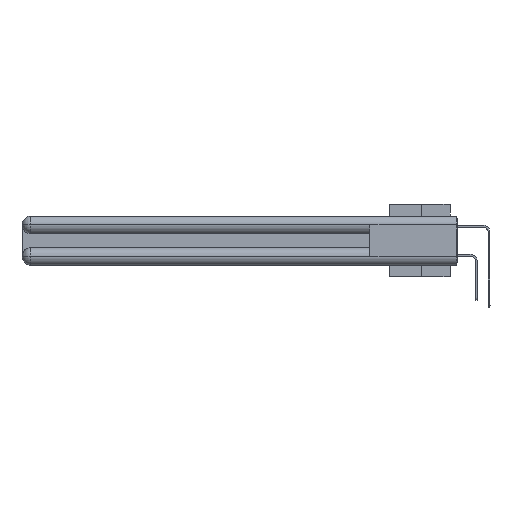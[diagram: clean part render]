
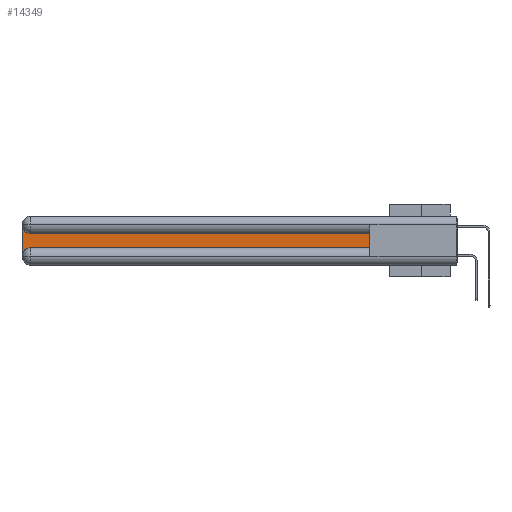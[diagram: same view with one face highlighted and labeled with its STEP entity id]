
A CAD part, left-side view. The second image highlights one B-rep face of the part: STEP entity #14349.
In plain terms, the highlighted planar face has unit normal (-1, 0, 0).
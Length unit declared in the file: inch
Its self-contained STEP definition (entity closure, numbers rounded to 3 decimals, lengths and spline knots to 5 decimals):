
#147 = ORIENTED_EDGE ( 'NONE', *, *, #32482, .T. ) ;
#1155 = DIRECTION ( 'NONE',  ( 0., 0., 1. ) ) ;
#1501 = DIRECTION ( 'NONE',  ( 0., 1., 0. ) ) ;
#1818 = LINE ( 'NONE', #19796, #27423 ) ;
#2964 = CARTESIAN_POINT ( 'NONE',  ( 0.075, 2.94, -0.1225 ) ) ;
#3207 = DIRECTION ( 'NONE',  ( 0., 0., -1. ) ) ;
#3443 = ORIENTED_EDGE ( 'NONE', *, *, #13304, .T. ) ;
#3988 = VERTEX_POINT ( 'NONE', #11445 ) ;
#4409 = AXIS2_PLACEMENT_3D ( 'NONE', #17672, #25734, #20248 ) ;
#6651 = AXIS2_PLACEMENT_3D ( 'NONE', #18272, #13169, #7692 ) ;
#6863 = VERTEX_POINT ( 'NONE', #15907 ) ;
#6902 = LINE ( 'NONE', #21808, #23236 ) ;
#7308 = EDGE_CURVE ( 'NONE', #18670, #33129, #29317, .T. ) ;
#7692 = DIRECTION ( 'NONE',  ( 0., 0., -1. ) ) ;
#8104 = VERTEX_POINT ( 'NONE', #23443 ) ;
#9624 = AXIS2_PLACEMENT_3D ( 'NONE', #10924, #26641, #3207 ) ;
#10924 = CARTESIAN_POINT ( 'NONE',  ( 0.075, 2.94, -0.0625 ) ) ;
#11445 = CARTESIAN_POINT ( 'NONE',  ( 0.075, 2.94, -0.2175 ) ) ;
#11545 = CIRCLE ( 'NONE', #4409, 0.06 ) ;
#11777 = CARTESIAN_POINT ( 'NONE',  ( 0.075, 0.6, -0.2175 ) ) ;
#12023 = CARTESIAN_POINT ( 'NONE',  ( 0.075, 0.6, -0.2175 ) ) ;
#12514 = ORIENTED_EDGE ( 'NONE', *, *, #14674, .T. ) ;
#13169 = DIRECTION ( 'NONE',  ( 1., 0., 0. ) ) ;
#13304 = EDGE_CURVE ( 'NONE', #8104, #3988, #11545, .T. ) ;
#13395 = VECTOR ( 'NONE', #1155, 39.37008 ) ;
#13909 = ORIENTED_EDGE ( 'NONE', *, *, #30059, .T. ) ;
#14349 = ADVANCED_FACE ( 'NONE', ( #28393 ), #18447, .F. ) ;
#14674 = EDGE_CURVE ( 'NONE', #6863, #18670, #1818, .T. ) ;
#15907 = CARTESIAN_POINT ( 'NONE',  ( 0.075, 0.6, -0.1225 ) ) ;
#17491 = LINE ( 'NONE', #27934, #28735 ) ;
#17672 = CARTESIAN_POINT ( 'NONE',  ( 0.075, 2.94, -0.2775 ) ) ;
#18272 = CARTESIAN_POINT ( 'NONE',  ( 0.075, 3., -0.1225 ) ) ;
#18447 = PLANE ( 'NONE',  #6651 ) ;
#18670 = VERTEX_POINT ( 'NONE', #2964 ) ;
#19796 = CARTESIAN_POINT ( 'NONE',  ( 0.075, 0.6, -0.1225 ) ) ;
#20248 = DIRECTION ( 'NONE',  ( 0., 0., -1. ) ) ;
#20539 = ORIENTED_EDGE ( 'NONE', *, *, #7308, .T. ) ;
#21052 = EDGE_LOOP ( 'NONE', ( #12514, #20539, #147, #3443, #25283, #13909 ) ) ;
#21563 = CARTESIAN_POINT ( 'NONE',  ( 0.075, 3., -0.0625 ) ) ;
#21808 = CARTESIAN_POINT ( 'NONE',  ( 0.075, 0.6, -0.2175 ) ) ;
#23236 = VECTOR ( 'NONE', #25036, 39.37008 ) ;
#23443 = CARTESIAN_POINT ( 'NONE',  ( 0.075, 3., -0.2775 ) ) ;
#25036 = DIRECTION ( 'NONE',  ( 0., -1., 0. ) ) ;
#25283 = ORIENTED_EDGE ( 'NONE', *, *, #32340, .T. ) ;
#25364 = DIRECTION ( 'NONE',  ( 0., 0., -1. ) ) ;
#25734 = DIRECTION ( 'NONE',  ( 1., 0., 0. ) ) ;
#26641 = DIRECTION ( 'NONE',  ( 1., 0., 0. ) ) ;
#27423 = VECTOR ( 'NONE', #1501, 39.37008 ) ;
#27934 = CARTESIAN_POINT ( 'NONE',  ( 0.075, 3., -0.2175 ) ) ;
#28393 = FACE_OUTER_BOUND ( 'NONE', #21052, .T. ) ;
#28735 = VECTOR ( 'NONE', #25364, 39.37008 ) ;
#29317 = CIRCLE ( 'NONE', #9624, 0.06 ) ;
#29616 = VERTEX_POINT ( 'NONE', #12023 ) ;
#30059 = EDGE_CURVE ( 'NONE', #29616, #6863, #30569, .T. ) ;
#30569 = LINE ( 'NONE', #11777, #13395 ) ;
#32340 = EDGE_CURVE ( 'NONE', #3988, #29616, #6902, .T. ) ;
#32482 = EDGE_CURVE ( 'NONE', #33129, #8104, #17491, .T. ) ;
#33129 = VERTEX_POINT ( 'NONE', #21563 ) ;
